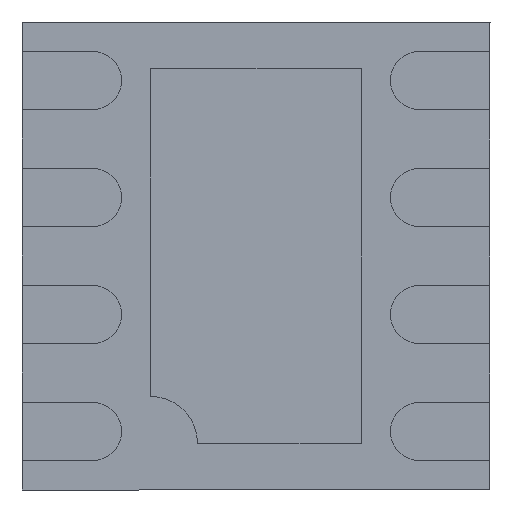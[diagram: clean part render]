
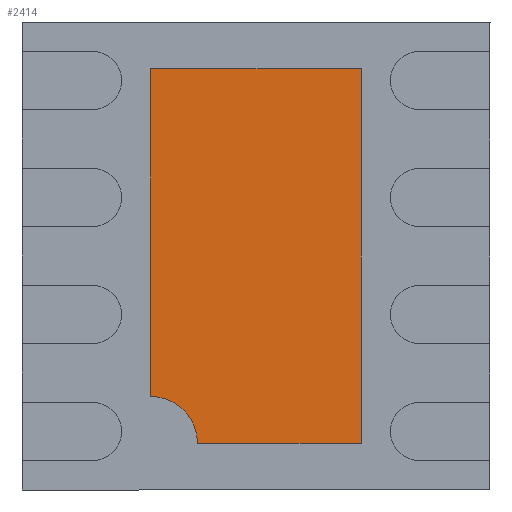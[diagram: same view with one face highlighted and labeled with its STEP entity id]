
A CAD part, front view. The second image highlights one B-rep face of the part: STEP entity #2414.
In plain terms, the highlighted planar face has unit normal (0, -1, 0).
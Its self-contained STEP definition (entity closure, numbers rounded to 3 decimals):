
#79 = LINE ( 'NONE', #2172, #736 ) ;
#127 = EDGE_CURVE ( 'NONE', #1200, #2728, #3034, .T. ) ;
#228 = ORIENTED_EDGE ( 'NONE', *, *, #1153, .T. ) ;
#276 = VERTEX_POINT ( 'NONE', #1385 ) ;
#294 = AXIS2_PLACEMENT_3D ( 'NONE', #1998, #2285, #667 ) ;
#316 = CIRCLE ( 'NONE', #294, 0.2 ) ;
#324 = CARTESIAN_POINT ( 'NONE',  ( 0.45, 0., -0.8 ) ) ;
#535 = CARTESIAN_POINT ( 'NONE',  ( 0.45, 0., -0.8 ) ) ;
#565 = ORIENTED_EDGE ( 'NONE', *, *, #127, .T. ) ;
#579 = LINE ( 'NONE', #535, #1686 ) ;
#667 = DIRECTION ( 'NONE',  ( 0., 0., -1. ) ) ;
#736 = VECTOR ( 'NONE', #1688, 1000. ) ;
#1153 = EDGE_CURVE ( 'NONE', #2728, #276, #579, .T. ) ;
#1200 = VERTEX_POINT ( 'NONE', #1333 ) ;
#1239 = PLANE ( 'NONE',  #1744 ) ;
#1319 = CARTESIAN_POINT ( 'NONE',  ( -0.45, 0., 0.8 ) ) ;
#1333 = CARTESIAN_POINT ( 'NONE',  ( -0.25, 0., -0.8 ) ) ;
#1385 = CARTESIAN_POINT ( 'NONE',  ( 0.45, 0., 0.8 ) ) ;
#1484 = EDGE_CURVE ( 'NONE', #2366, #1200, #316, .T. ) ;
#1566 = DIRECTION ( 'NONE',  ( 0., 0., 1. ) ) ;
#1686 = VECTOR ( 'NONE', #1566, 1000. ) ;
#1688 = DIRECTION ( 'NONE',  ( 0., 0., -1. ) ) ;
#1744 = AXIS2_PLACEMENT_3D ( 'NONE', #1763, #2046, #3105 ) ;
#1763 = CARTESIAN_POINT ( 'NONE',  ( -0.45, 0., -0.8 ) ) ;
#1790 = DIRECTION ( 'NONE',  ( -1., 0., 0. ) ) ;
#1823 = VERTEX_POINT ( 'NONE', #1319 ) ;
#1998 = CARTESIAN_POINT ( 'NONE',  ( -0.45, 0., -0.8 ) ) ;
#2046 = DIRECTION ( 'NONE',  ( 0., -1., 0. ) ) ;
#2153 = VECTOR ( 'NONE', #1790, 1000. ) ;
#2172 = CARTESIAN_POINT ( 'NONE',  ( -0.45, 0., 0.8 ) ) ;
#2174 = EDGE_LOOP ( 'NONE', ( #565, #228, #3386, #2736, #3305 ) ) ;
#2228 = FACE_OUTER_BOUND ( 'NONE', #2174, .T. ) ;
#2285 = DIRECTION ( 'NONE',  ( 0., 1., 0. ) ) ;
#2328 = VECTOR ( 'NONE', #2401, 1000. ) ;
#2366 = VERTEX_POINT ( 'NONE', #3079 ) ;
#2385 = EDGE_CURVE ( 'NONE', #276, #1823, #2846, .T. ) ;
#2401 = DIRECTION ( 'NONE',  ( 1., 0., 0. ) ) ;
#2414 = ADVANCED_FACE ( 'NONE', ( #2228 ), #1239, .T. ) ;
#2728 = VERTEX_POINT ( 'NONE', #324 ) ;
#2736 = ORIENTED_EDGE ( 'NONE', *, *, #3174, .T. ) ;
#2846 = LINE ( 'NONE', #3065, #2153 ) ;
#3034 = LINE ( 'NONE', #3448, #2328 ) ;
#3065 = CARTESIAN_POINT ( 'NONE',  ( 0.45, 0., 0.8 ) ) ;
#3079 = CARTESIAN_POINT ( 'NONE',  ( -0.45, 0., -0.6 ) ) ;
#3105 = DIRECTION ( 'NONE',  ( 0., 0., -1. ) ) ;
#3174 = EDGE_CURVE ( 'NONE', #1823, #2366, #79, .T. ) ;
#3305 = ORIENTED_EDGE ( 'NONE', *, *, #1484, .T. ) ;
#3386 = ORIENTED_EDGE ( 'NONE', *, *, #2385, .T. ) ;
#3448 = CARTESIAN_POINT ( 'NONE',  ( -0.25, 0., -0.8 ) ) ;
